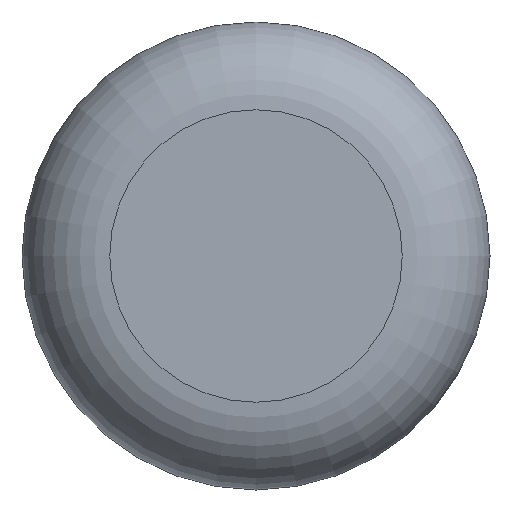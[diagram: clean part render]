
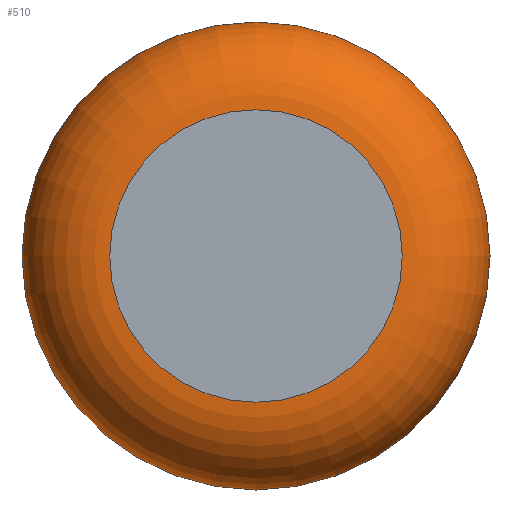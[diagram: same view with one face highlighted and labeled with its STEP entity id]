
A CAD part, front view. The second image highlights one B-rep face of the part: STEP entity #510.
In plain terms, the highlighted toroidal (fillet/blend) face has major radius 25 mm and minor radius 15 mm.
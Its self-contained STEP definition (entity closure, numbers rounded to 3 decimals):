
#21=TOROIDAL_SURFACE('',#579,25.,15.);
#54=FACE_OUTER_BOUND('',#83,.T.);
#83=EDGE_LOOP('',(#454,#455,#456,#457,#458,#459));
#116=CIRCLE('',#580,40.);
#117=CIRCLE('',#581,15.);
#118=CIRCLE('',#582,25.);
#119=CIRCLE('',#583,25.);
#120=CIRCLE('',#584,40.);
#227=VERTEX_POINT('',#2744);
#228=VERTEX_POINT('',#2745);
#229=VERTEX_POINT('',#2747);
#230=VERTEX_POINT('',#2749);
#304=EDGE_CURVE('',#227,#228,#116,.T.);
#305=EDGE_CURVE('',#228,#229,#117,.T.);
#306=EDGE_CURVE('',#229,#230,#118,.T.);
#307=EDGE_CURVE('',#230,#229,#119,.T.);
#308=EDGE_CURVE('',#228,#227,#120,.T.);
#454=ORIENTED_EDGE('',*,*,#304,.T.);
#455=ORIENTED_EDGE('',*,*,#305,.T.);
#456=ORIENTED_EDGE('',*,*,#306,.T.);
#457=ORIENTED_EDGE('',*,*,#307,.T.);
#458=ORIENTED_EDGE('',*,*,#305,.F.);
#459=ORIENTED_EDGE('',*,*,#308,.T.);
#510=ADVANCED_FACE('',(#54),#21,.T.);
#579=AXIS2_PLACEMENT_3D('',#2743,#706,#707);
#580=AXIS2_PLACEMENT_3D('',#2746,#708,#709);
#581=AXIS2_PLACEMENT_3D('',#2748,#710,#711);
#582=AXIS2_PLACEMENT_3D('',#2750,#712,#713);
#583=AXIS2_PLACEMENT_3D('',#2751,#714,#715);
#584=AXIS2_PLACEMENT_3D('',#2752,#716,#717);
#706=DIRECTION('center_axis',(0.,1.,0.));
#707=DIRECTION('ref_axis',(0.,0.,1.));
#708=DIRECTION('center_axis',(0.,-1.,0.));
#709=DIRECTION('ref_axis',(1.,0.,0.));
#710=DIRECTION('center_axis',(-1.,0.,0.));
#711=DIRECTION('ref_axis',(0.,0.,-1.));
#712=DIRECTION('center_axis',(0.,1.,0.));
#713=DIRECTION('ref_axis',(1.,0.,0.));
#714=DIRECTION('center_axis',(0.,1.,0.));
#715=DIRECTION('ref_axis',(1.,0.,0.));
#716=DIRECTION('center_axis',(0.,-1.,0.));
#717=DIRECTION('ref_axis',(1.,0.,0.));
#2743=CARTESIAN_POINT('Origin',(0.,15.,0.));
#2744=CARTESIAN_POINT('',(-40.,15.,0.));
#2745=CARTESIAN_POINT('',(0.,15.,-40.));
#2746=CARTESIAN_POINT('Origin',(0.,15.,0.));
#2747=CARTESIAN_POINT('',(0.,0.,-25.));
#2748=CARTESIAN_POINT('Origin',(0.,15.,-25.));
#2749=CARTESIAN_POINT('',(-25.,0.,0.));
#2750=CARTESIAN_POINT('Origin',(0.,0.,0.));
#2751=CARTESIAN_POINT('Origin',(0.,0.,0.));
#2752=CARTESIAN_POINT('Origin',(0.,15.,0.));
